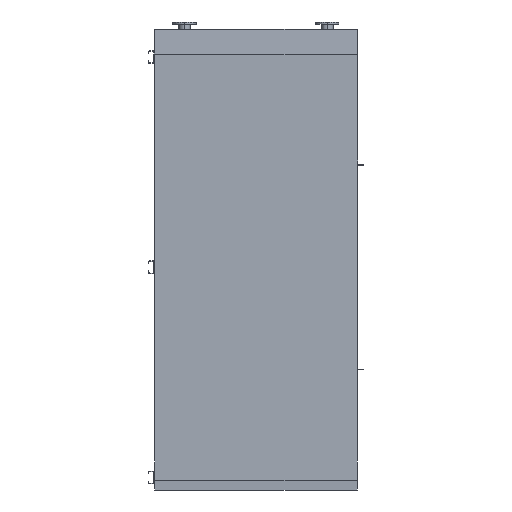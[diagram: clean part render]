
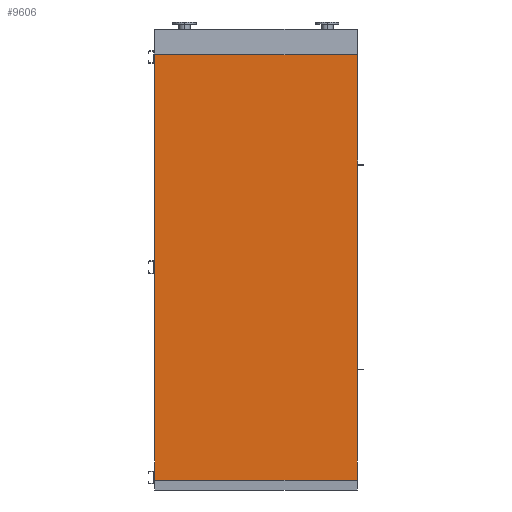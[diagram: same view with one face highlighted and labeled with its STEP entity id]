
A CAD part, front view. The second image highlights one B-rep face of the part: STEP entity #9606.
In plain terms, the highlighted planar face has unit normal (0, -1, 0).
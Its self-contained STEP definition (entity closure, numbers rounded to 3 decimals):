
#241 = LINE ( 'NONE', #4566, #9521 ) ;
#467 = VECTOR ( 'NONE', #4413, 1000. ) ;
#744 = AXIS2_PLACEMENT_3D ( 'NONE', #9824, #14210, #4347 ) ;
#957 = EDGE_CURVE ( 'NONE', #12105, #2785, #6663, .T. ) ;
#1863 = CARTESIAN_POINT ( 'NONE',  ( -965., 0., -4050. ) ) ;
#2289 = ORIENTED_EDGE ( 'NONE', *, *, #5530, .F. ) ;
#2467 = ORIENTED_EDGE ( 'NONE', *, *, #13540, .F. ) ;
#2785 = VERTEX_POINT ( 'NONE', #4662 ) ;
#3076 = CARTESIAN_POINT ( 'NONE',  ( -965., 0., -4050. ) ) ;
#3285 = CARTESIAN_POINT ( 'NONE',  ( 965., 0., 0. ) ) ;
#3424 = CARTESIAN_POINT ( 'NONE',  ( -965., 0., -4050. ) ) ;
#3884 = CARTESIAN_POINT ( 'NONE',  ( -965., 0., 0. ) ) ;
#4347 = DIRECTION ( 'NONE',  ( 0., 0., -1. ) ) ;
#4413 = DIRECTION ( 'NONE',  ( 0., 0., 1. ) ) ;
#4493 = LINE ( 'NONE', #8948, #467 ) ;
#4566 = CARTESIAN_POINT ( 'NONE',  ( -965., 0., 0. ) ) ;
#4579 = DIRECTION ( 'NONE',  ( 1., 0., 0. ) ) ;
#4662 = CARTESIAN_POINT ( 'NONE',  ( 965., 0., -4050. ) ) ;
#5530 = EDGE_CURVE ( 'NONE', #12105, #11414, #9499, .T. ) ;
#5723 = VECTOR ( 'NONE', #14025, 1000. ) ;
#6344 = EDGE_CURVE ( 'NONE', #2785, #9155, #4493, .T. ) ;
#6503 = DIRECTION ( 'NONE',  ( 1., 0., 0. ) ) ;
#6663 = LINE ( 'NONE', #3424, #11600 ) ;
#8523 = FACE_OUTER_BOUND ( 'NONE', #12279, .T. ) ;
#8948 = CARTESIAN_POINT ( 'NONE',  ( 965., 0., -4050. ) ) ;
#9155 = VERTEX_POINT ( 'NONE', #3285 ) ;
#9499 = LINE ( 'NONE', #1863, #5723 ) ;
#9521 = VECTOR ( 'NONE', #6503, 1000. ) ;
#9606 = ADVANCED_FACE ( 'NONE', ( #8523 ), #10705, .T. ) ;
#9824 = CARTESIAN_POINT ( 'NONE',  ( -965., 0., -4050. ) ) ;
#10705 = PLANE ( 'NONE',  #744 ) ;
#11083 = ORIENTED_EDGE ( 'NONE', *, *, #6344, .T. ) ;
#11414 = VERTEX_POINT ( 'NONE', #3884 ) ;
#11600 = VECTOR ( 'NONE', #4579, 1000. ) ;
#12105 = VERTEX_POINT ( 'NONE', #3076 ) ;
#12279 = EDGE_LOOP ( 'NONE', ( #2467, #2289, #12476, #11083 ) ) ;
#12476 = ORIENTED_EDGE ( 'NONE', *, *, #957, .T. ) ;
#13540 = EDGE_CURVE ( 'NONE', #11414, #9155, #241, .T. ) ;
#14025 = DIRECTION ( 'NONE',  ( 0., 0., 1. ) ) ;
#14210 = DIRECTION ( 'NONE',  ( 0., -1., 0. ) ) ;
